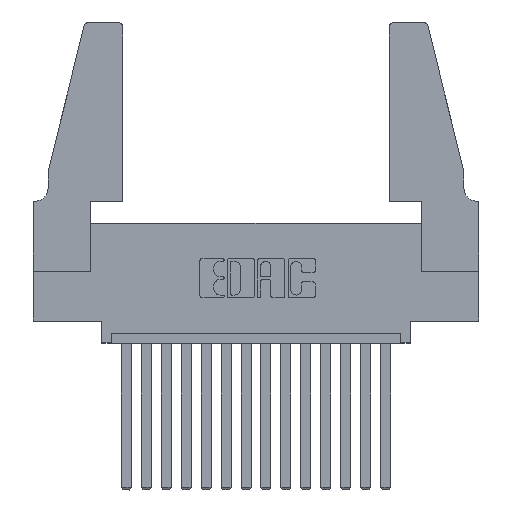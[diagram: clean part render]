
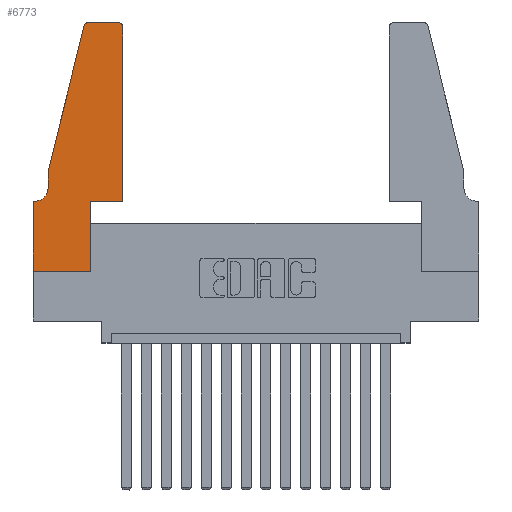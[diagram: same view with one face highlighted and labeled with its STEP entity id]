
A CAD part, top view. The second image highlights one B-rep face of the part: STEP entity #6773.
In plain terms, the highlighted planar face has unit normal (0, 0, 1).
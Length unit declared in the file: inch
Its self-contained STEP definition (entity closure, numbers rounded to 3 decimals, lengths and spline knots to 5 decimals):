
#448 = CARTESIAN_POINT ( 'NONE',  ( 0.2865, 0.35, 0.37 ) ) ;
#526 = VERTEX_POINT ( 'NONE', #1124 ) ;
#556 = CIRCLE ( 'NONE', #2999, 0.07 ) ;
#940 = DIRECTION ( 'NONE',  ( 1., 0., 0. ) ) ;
#989 = CARTESIAN_POINT ( 'NONE',  ( 0., 0.35, 0.37 ) ) ;
#1122 = CIRCLE ( 'NONE', #9528, 0.03 ) ;
#1124 = CARTESIAN_POINT ( 'NONE',  ( 0.284, 1.25, 0.37 ) ) ;
#1137 = CARTESIAN_POINT ( 'NONE',  ( 0.0055, 0.35, 0.37 ) ) ;
#1221 = CARTESIAN_POINT ( 'NONE',  ( 0.0755, 0.5, 0.37 ) ) ;
#2376 = VERTEX_POINT ( 'NONE', #10305 ) ;
#2439 = ORIENTED_EDGE ( 'NONE', *, *, #6105, .T. ) ;
#2861 = VECTOR ( 'NONE', #9942, 39.37008 ) ;
#2964 = VECTOR ( 'NONE', #11240, 39.37008 ) ;
#2999 = AXIS2_PLACEMENT_3D ( 'NONE', #7602, #11350, #3792 ) ;
#3274 = VECTOR ( 'NONE', #4373, 39.37008 ) ;
#3500 = ORIENTED_EDGE ( 'NONE', *, *, #8463, .T. ) ;
#3792 = DIRECTION ( 'NONE',  ( -1., 0., 0. ) ) ;
#3867 = VERTEX_POINT ( 'NONE', #11776 ) ;
#4084 = LINE ( 'NONE', #448, #3274 ) ;
#4238 = CARTESIAN_POINT ( 'NONE',  ( 0.25487, 1.22718, 0.37 ) ) ;
#4373 = DIRECTION ( 'NONE',  ( 0., 1., 0. ) ) ;
#4716 = LINE ( 'NONE', #5042, #2964 ) ;
#4717 = CARTESIAN_POINT ( 'NONE',  ( 0.0755, 0.35, 0.37 ) ) ;
#5042 = CARTESIAN_POINT ( 'NONE',  ( 0.2605, 1.25, 0.37 ) ) ;
#5107 = DIRECTION ( 'NONE',  ( 0., 0., 1. ) ) ;
#5309 = VECTOR ( 'NONE', #940, 39.37008 ) ;
#5321 = DIRECTION ( 'NONE',  ( 0., 0., 1. ) ) ;
#5375 = LINE ( 'NONE', #4717, #12908 ) ;
#5402 = EDGE_CURVE ( 'NONE', #9689, #9236, #6995, .T. ) ;
#5540 = CARTESIAN_POINT ( 'NONE',  ( 0., 0., 0.37 ) ) ;
#5695 = LINE ( 'NONE', #5540, #15241 ) ;
#6105 = EDGE_CURVE ( 'NONE', #6428, #6292, #11910, .T. ) ;
#6185 = CARTESIAN_POINT ( 'NONE',  ( 0.284, 1.22, 0.37 ) ) ;
#6256 = ORIENTED_EDGE ( 'NONE', *, *, #8940, .T. ) ;
#6292 = VERTEX_POINT ( 'NONE', #14904 ) ;
#6413 = CARTESIAN_POINT ( 'NONE',  ( 0.0755, 0.5, 0.37 ) ) ;
#6428 = VERTEX_POINT ( 'NONE', #12702 ) ;
#6484 = CARTESIAN_POINT ( 'NONE',  ( 0.4205, 1.22, 0.37 ) ) ;
#6773 = ADVANCED_FACE ( 'NONE', ( #10707 ), #16005, .T. ) ;
#6893 = CARTESIAN_POINT ( 'NONE',  ( 0., 0., 0.37 ) ) ;
#6995 = LINE ( 'NONE', #6893, #14539 ) ;
#7363 = CARTESIAN_POINT ( 'NONE',  ( 0.4505, 0.35, 0.37 ) ) ;
#7598 = DIRECTION ( 'NONE',  ( 0., -1., 0. ) ) ;
#7602 = CARTESIAN_POINT ( 'NONE',  ( 0.0055, 0.42, 0.37 ) ) ;
#7871 = AXIS2_PLACEMENT_3D ( 'NONE', #989, #13460, #9747 ) ;
#8018 = DIRECTION ( 'NONE',  ( -1., 0., 0. ) ) ;
#8358 = EDGE_CURVE ( 'NONE', #9236, #2376, #5695, .T. ) ;
#8431 = VECTOR ( 'NONE', #11457, 39.37008 ) ;
#8463 = EDGE_CURVE ( 'NONE', #6292, #15500, #556, .T. ) ;
#8607 = EDGE_CURVE ( 'NONE', #10181, #526, #4716, .T. ) ;
#8630 = CARTESIAN_POINT ( 'NONE',  ( 0.4505, 0.35, 0.37 ) ) ;
#8940 = EDGE_CURVE ( 'NONE', #3867, #10181, #11029, .T. ) ;
#9127 = EDGE_CURVE ( 'NONE', #14255, #14302, #14228, .T. ) ;
#9236 = VERTEX_POINT ( 'NONE', #11668 ) ;
#9337 = ORIENTED_EDGE ( 'NONE', *, *, #12008, .T. ) ;
#9458 = ORIENTED_EDGE ( 'NONE', *, *, #14890, .T. ) ;
#9475 = CARTESIAN_POINT ( 'NONE',  ( 0.4205, 1.25, 0.37 ) ) ;
#9528 = AXIS2_PLACEMENT_3D ( 'NONE', #6185, #5107, #12557 ) ;
#9689 = VERTEX_POINT ( 'NONE', #10826 ) ;
#9747 = DIRECTION ( 'NONE',  ( 1., 0., 0. ) ) ;
#9942 = DIRECTION ( 'NONE',  ( 0., 1., 0. ) ) ;
#10082 = ORIENTED_EDGE ( 'NONE', *, *, #8358, .T. ) ;
#10181 = VERTEX_POINT ( 'NONE', #9475 ) ;
#10305 = CARTESIAN_POINT ( 'NONE',  ( 0.2865, 0., 0.37 ) ) ;
#10534 = EDGE_LOOP ( 'NONE', ( #14643, #12282, #10772, #2439, #3500, #9458, #11944, #10082, #9337, #13359, #11718, #6256 ) ) ;
#10707 = FACE_OUTER_BOUND ( 'NONE', #10534, .T. ) ;
#10772 = ORIENTED_EDGE ( 'NONE', *, *, #12458, .T. ) ;
#10826 = CARTESIAN_POINT ( 'NONE',  ( 0., 0.35, 0.37 ) ) ;
#10872 = CARTESIAN_POINT ( 'NONE',  ( 0.2865, 0.35, 0.37 ) ) ;
#10972 = LINE ( 'NONE', #6413, #8431 ) ;
#11029 = CIRCLE ( 'NONE', #11585, 0.03 ) ;
#11191 = EDGE_CURVE ( 'NONE', #526, #15320, #1122, .T. ) ;
#11240 = DIRECTION ( 'NONE',  ( -1., 0., 0. ) ) ;
#11350 = DIRECTION ( 'NONE',  ( 0., 0., -1. ) ) ;
#11457 = DIRECTION ( 'NONE',  ( -0.239, -0.971, 0. ) ) ;
#11585 = AXIS2_PLACEMENT_3D ( 'NONE', #6484, #5321, #12739 ) ;
#11668 = CARTESIAN_POINT ( 'NONE',  ( 0., 0., 0.37 ) ) ;
#11718 = ORIENTED_EDGE ( 'NONE', *, *, #12965, .T. ) ;
#11776 = CARTESIAN_POINT ( 'NONE',  ( 0.4505, 1.22, 0.37 ) ) ;
#11910 = LINE ( 'NONE', #1221, #14324 ) ;
#11934 = DIRECTION ( 'NONE',  ( 1., 0., 0. ) ) ;
#11944 = ORIENTED_EDGE ( 'NONE', *, *, #5402, .T. ) ;
#12008 = EDGE_CURVE ( 'NONE', #2376, #14255, #4084, .T. ) ;
#12121 = LINE ( 'NONE', #8630, #2861 ) ;
#12282 = ORIENTED_EDGE ( 'NONE', *, *, #11191, .T. ) ;
#12370 = CARTESIAN_POINT ( 'NONE',  ( 0.4505, 0.35, 0.37 ) ) ;
#12458 = EDGE_CURVE ( 'NONE', #15320, #6428, #10972, .T. ) ;
#12557 = DIRECTION ( 'NONE',  ( 1., 0., 0. ) ) ;
#12702 = CARTESIAN_POINT ( 'NONE',  ( 0.0755, 0.5, 0.37 ) ) ;
#12739 = DIRECTION ( 'NONE',  ( 1., 0., 0. ) ) ;
#12908 = VECTOR ( 'NONE', #8018, 39.37008 ) ;
#12965 = EDGE_CURVE ( 'NONE', #14302, #3867, #12121, .T. ) ;
#13359 = ORIENTED_EDGE ( 'NONE', *, *, #9127, .T. ) ;
#13460 = DIRECTION ( 'NONE',  ( 0., 0., 1. ) ) ;
#14228 = LINE ( 'NONE', #7363, #5309 ) ;
#14255 = VERTEX_POINT ( 'NONE', #10872 ) ;
#14302 = VERTEX_POINT ( 'NONE', #12370 ) ;
#14324 = VECTOR ( 'NONE', #7598, 39.37008 ) ;
#14539 = VECTOR ( 'NONE', #15751, 39.37008 ) ;
#14643 = ORIENTED_EDGE ( 'NONE', *, *, #8607, .T. ) ;
#14890 = EDGE_CURVE ( 'NONE', #15500, #9689, #5375, .T. ) ;
#14904 = CARTESIAN_POINT ( 'NONE',  ( 0.0755, 0.42, 0.37 ) ) ;
#15241 = VECTOR ( 'NONE', #11934, 39.37008 ) ;
#15320 = VERTEX_POINT ( 'NONE', #4238 ) ;
#15500 = VERTEX_POINT ( 'NONE', #1137 ) ;
#15751 = DIRECTION ( 'NONE',  ( 0., -1., 0. ) ) ;
#16005 = PLANE ( 'NONE',  #7871 ) ;
